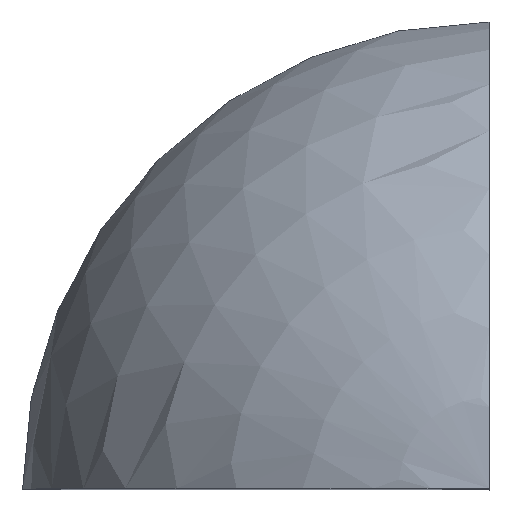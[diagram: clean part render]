
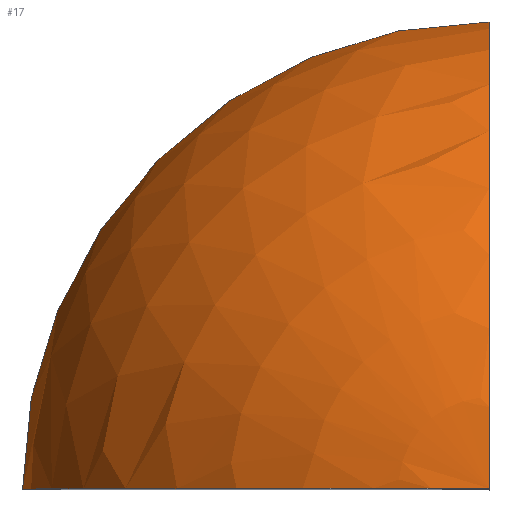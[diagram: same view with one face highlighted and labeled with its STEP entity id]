
A CAD part, top view. The second image highlights one B-rep face of the part: STEP entity #17.
In plain terms, the highlighted spherical face has radius 100 mm.
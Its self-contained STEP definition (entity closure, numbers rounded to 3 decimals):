
#17 = ADVANCED_FACE('',(#18),#40,.T.);
#18 = FACE_BOUND('',#19,.T.);
#19 = EDGE_LOOP('',(#20,#71,#100));
#20 = ORIENTED_EDGE('',*,*,#21,.T.);
#21 = EDGE_CURVE('',#22,#24,#26,.T.);
#22 = VERTEX_POINT('',#23);
#23 = CARTESIAN_POINT('',(10.,0.,-100.));
#24 = VERTEX_POINT('',#25);
#25 = CARTESIAN_POINT('',(10.,0.,100.));
#26 = SURFACE_CURVE('',#27,(#39,#51),.PCURVE_S1.);
#27 = B_SPLINE_CURVE_WITH_KNOTS('',10,(#28,#29,#30,#31,#32,#33,#34,#35,
    #36,#37,#38),.UNSPECIFIED.,.F.,.F.,(11,11),(-1.571,
    1.571),.PIECEWISE_BEZIER_KNOTS.);
#28 = CARTESIAN_POINT('',(10.,0.,-100.));
#29 = CARTESIAN_POINT('',(-21.416,0.,-100.));
#30 = CARTESIAN_POINT('',(-52.832,0.,
    -89.034));
#31 = CARTESIAN_POINT('',(-79.941,0.,
    -67.101));
#32 = CARTESIAN_POINT('',(-98.438,0.,
    -36.136));
#33 = CARTESIAN_POINT('',(-105.028,0.,
    0.));
#34 = CARTESIAN_POINT('',(-98.438,0.,
    36.136));
#35 = CARTESIAN_POINT('',(-79.941,0.,
    67.101));
#36 = CARTESIAN_POINT('',(-52.832,0.,
    89.034));
#37 = CARTESIAN_POINT('',(-21.416,0.,
    100.));
#38 = CARTESIAN_POINT('',(10.,0.,100.));
#39 = PCURVE('',#40,#45);
#40 = SPHERICAL_SURFACE('',#41,100.);
#41 = AXIS2_PLACEMENT_3D('',#42,#43,#44);
#42 = CARTESIAN_POINT('',(10.,0.,0.));
#43 = DIRECTION('',(0.,0.,1.));
#44 = DIRECTION('',(1.,0.,-0.));
#45 = DEFINITIONAL_REPRESENTATION('',(#46),#50);
#46 = LINE('',#47,#48);
#47 = CARTESIAN_POINT('',(3.142,0.));
#48 = VECTOR('',#49,1.);
#49 = DIRECTION('',(0.,1.));
#50 = ( GEOMETRIC_REPRESENTATION_CONTEXT(2) 
PARAMETRIC_REPRESENTATION_CONTEXT() REPRESENTATION_CONTEXT('2D SPACE',''
  ) );
#51 = PCURVE('',#52,#57);
#52 = PLANE('',#53);
#53 = AXIS2_PLACEMENT_3D('',#54,#55,#56);
#54 = CARTESIAN_POINT('',(-100.,0.,-100.));
#55 = DIRECTION('',(-0.,1.,0.));
#56 = DIRECTION('',(0.,0.,1.));
#57 = DEFINITIONAL_REPRESENTATION('',(#58),#70);
#58 = B_SPLINE_CURVE_WITH_KNOTS('',10,(#59,#60,#61,#62,#63,#64,#65,#66,
    #67,#68,#69),.UNSPECIFIED.,.F.,.F.,(11,11),(-1.571,
    1.571),.PIECEWISE_BEZIER_KNOTS.);
#59 = CARTESIAN_POINT('',(0.,110.));
#60 = CARTESIAN_POINT('',(0.,78.584));
#61 = CARTESIAN_POINT('',(10.966,47.168));
#62 = CARTESIAN_POINT('',(32.899,20.059));
#63 = CARTESIAN_POINT('',(63.864,1.562));
#64 = CARTESIAN_POINT('',(100.,-5.028));
#65 = CARTESIAN_POINT('',(136.136,1.562));
#66 = CARTESIAN_POINT('',(167.101,20.059));
#67 = CARTESIAN_POINT('',(189.034,47.168));
#68 = CARTESIAN_POINT('',(200.,78.584));
#69 = CARTESIAN_POINT('',(200.,110.));
#70 = ( GEOMETRIC_REPRESENTATION_CONTEXT(2) 
PARAMETRIC_REPRESENTATION_CONTEXT() REPRESENTATION_CONTEXT('2D SPACE',''
  ) );
#71 = ORIENTED_EDGE('',*,*,#72,.F.);
#72 = EDGE_CURVE('',#73,#24,#75,.T.);
#73 = VERTEX_POINT('',#74);
#74 = CARTESIAN_POINT('',(10.,100.,0.));
#75 = SURFACE_CURVE('',#76,(#81,#88),.PCURVE_S1.);
#76 = CIRCLE('',#77,100.);
#77 = AXIS2_PLACEMENT_3D('',#78,#79,#80);
#78 = CARTESIAN_POINT('',(10.,0.,0.));
#79 = DIRECTION('',(1.,0.,-0.));
#80 = DIRECTION('',(0.,0.,1.));
#81 = PCURVE('',#40,#82);
#82 = DEFINITIONAL_REPRESENTATION('',(#83),#87);
#83 = LINE('',#84,#85);
#84 = CARTESIAN_POINT('',(1.571,-4.712));
#85 = VECTOR('',#86,1.);
#86 = DIRECTION('',(-0.,1.));
#87 = ( GEOMETRIC_REPRESENTATION_CONTEXT(2) 
PARAMETRIC_REPRESENTATION_CONTEXT() REPRESENTATION_CONTEXT('2D SPACE',''
  ) );
#88 = PCURVE('',#89,#94);
#89 = PLANE('',#90);
#90 = AXIS2_PLACEMENT_3D('',#91,#92,#93);
#91 = CARTESIAN_POINT('',(10.,0.,-100.));
#92 = DIRECTION('',(1.,0.,-0.));
#93 = DIRECTION('',(0.,0.,1.));
#94 = DEFINITIONAL_REPRESENTATION('',(#95),#99);
#95 = CIRCLE('',#96,100.);
#96 = AXIS2_PLACEMENT_2D('',#97,#98);
#97 = CARTESIAN_POINT('',(100.,0.));
#98 = DIRECTION('',(1.,0.));
#99 = ( GEOMETRIC_REPRESENTATION_CONTEXT(2) 
PARAMETRIC_REPRESENTATION_CONTEXT() REPRESENTATION_CONTEXT('2D SPACE',''
  ) );
#100 = ORIENTED_EDGE('',*,*,#101,.F.);
#101 = EDGE_CURVE('',#22,#73,#102,.T.);
#102 = SURFACE_CURVE('',#103,(#108,#115),.PCURVE_S1.);
#103 = CIRCLE('',#104,100.);
#104 = AXIS2_PLACEMENT_3D('',#105,#106,#107);
#105 = CARTESIAN_POINT('',(10.,0.,0.));
#106 = DIRECTION('',(1.,0.,-0.));
#107 = DIRECTION('',(0.,0.,1.));
#108 = PCURVE('',#40,#109);
#109 = DEFINITIONAL_REPRESENTATION('',(#110),#114);
#110 = LINE('',#111,#112);
#111 = CARTESIAN_POINT('',(1.571,-4.712));
#112 = VECTOR('',#113,1.);
#113 = DIRECTION('',(-0.,1.));
#114 = ( GEOMETRIC_REPRESENTATION_CONTEXT(2) 
PARAMETRIC_REPRESENTATION_CONTEXT() REPRESENTATION_CONTEXT('2D SPACE',''
  ) );
#115 = PCURVE('',#89,#116);
#116 = DEFINITIONAL_REPRESENTATION('',(#117),#121);
#117 = CIRCLE('',#118,100.);
#118 = AXIS2_PLACEMENT_2D('',#119,#120);
#119 = CARTESIAN_POINT('',(100.,0.));
#120 = DIRECTION('',(1.,0.));
#121 = ( GEOMETRIC_REPRESENTATION_CONTEXT(2) 
PARAMETRIC_REPRESENTATION_CONTEXT() REPRESENTATION_CONTEXT('2D SPACE',''
  ) );
